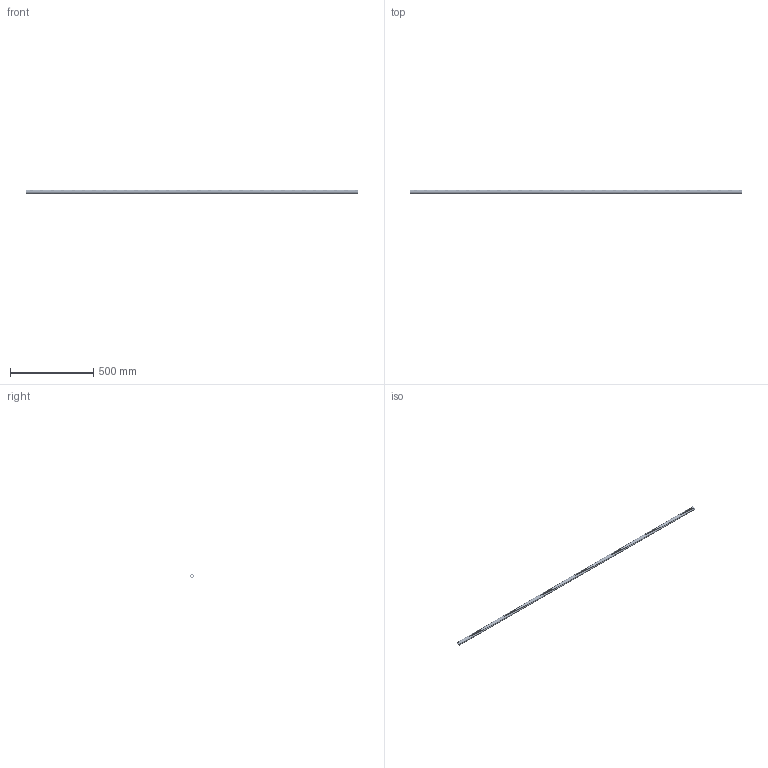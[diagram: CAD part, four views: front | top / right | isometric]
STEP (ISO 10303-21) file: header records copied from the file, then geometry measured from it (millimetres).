
FILE_DESCRIPTION (( 'STEP AP214' ), '1' );
FILE_NAME ('Ãîôðà d25.STEP', '2016-05-25T12:18:00', ( '' ), ( '' ), 'SwSTEP 2.0', 'SolidWorks 2014', '' );
FILE_SCHEMA (( 'AUTOMOTIVE_DESIGN' ));
Length unit declared in the file: millimetre
Products named in the file (1): Ãîôðà d25
Bounding box: 2000 x 25 x 25 mm (x, y, z)
Volume: 108857.4 mm3; surface area: 544342.3 mm2
Topology: 1 solids, 1 shells, 4368 faces, 8736 edges, 5824 vertices
Faces by surface type: cylinder 2912, plane 1456
Entity records: 116522 total; most frequent: DIRECTION 23298, CARTESIAN_POINT 18929, ORIENTED_EDGE 17472, AXIS2_PLACEMENT_3D 10193, EDGE_CURVE 8736, EDGE_LOOP 5824, VERTEX_POINT 5824, CIRCLE 5824
